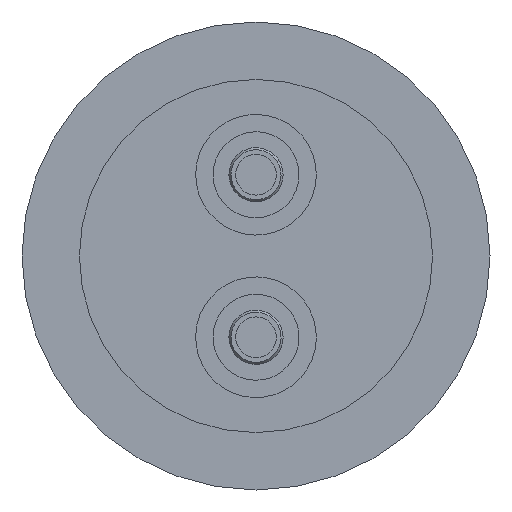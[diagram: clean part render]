
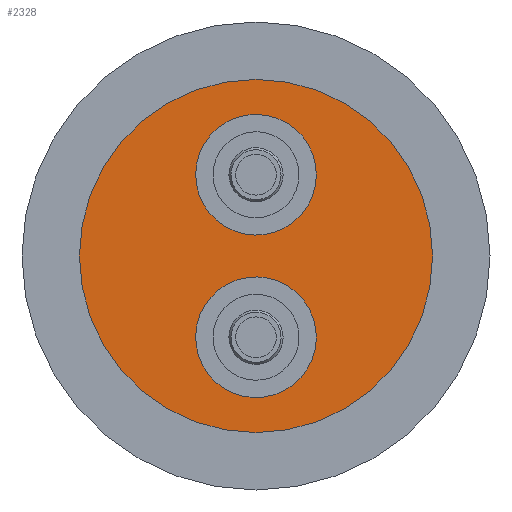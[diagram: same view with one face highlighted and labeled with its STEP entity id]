
A CAD part, front view. The second image highlights one B-rep face of the part: STEP entity #2328.
In plain terms, the highlighted planar face has unit normal (0, -1, 0).
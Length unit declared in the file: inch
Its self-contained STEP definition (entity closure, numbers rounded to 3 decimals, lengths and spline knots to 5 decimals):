
#58 = ORIENTED_EDGE ( 'NONE', *, *, #1851, .T. ) ;
#87 = ORIENTED_EDGE ( 'NONE', *, *, #2288, .T. ) ;
#89 = CARTESIAN_POINT ( 'NONE',  ( 0.21863, 0.098, -0.20248 ) ) ;
#162 = CIRCLE ( 'NONE', #3232, 0.2785 ) ;
#204 = VERTEX_POINT ( 'NONE', #3482 ) ;
#241 = CARTESIAN_POINT ( 'NONE',  ( 0., 0.098, 0.815 ) ) ;
#325 = CIRCLE ( 'NONE', #4055, 0.2785 ) ;
#385 = DIRECTION ( 'NONE',  ( -0.785, 0., -0.619 ) ) ;
#398 = EDGE_CURVE ( 'NONE', #2245, #1499, #1306, .T. ) ;
#405 = DIRECTION ( 'NONE',  ( 0., 1., 0. ) ) ;
#416 = CARTESIAN_POINT ( 'NONE',  ( 0., 0.098, -0.375 ) ) ;
#463 = AXIS2_PLACEMENT_3D ( 'NONE', #2524, #2482, #2478 ) ;
#549 = AXIS2_PLACEMENT_3D ( 'NONE', #2627, #2617, #2615 ) ;
#582 = DIRECTION ( 'NONE',  ( 0., 1., 0. ) ) ;
#593 = CARTESIAN_POINT ( 'NONE',  ( 0., 0.098, -0.375 ) ) ;
#670 = DIRECTION ( 'NONE',  ( -0.781, 0., -0.625 ) ) ;
#681 = DIRECTION ( 'NONE',  ( 0., 1., 0. ) ) ;
#683 = CARTESIAN_POINT ( 'NONE',  ( 0., 0.098, 0.375 ) ) ;
#767 = EDGE_LOOP ( 'NONE', ( #789, #87 ) ) ;
#780 = DIRECTION ( 'NONE',  ( 0., 0., 1. ) ) ;
#789 = ORIENTED_EDGE ( 'NONE', *, *, #2668, .T. ) ;
#797 = DIRECTION ( 'NONE',  ( 0., 1., 0. ) ) ;
#811 = CARTESIAN_POINT ( 'NONE',  ( 0., 0.098, 0. ) ) ;
#870 = VERTEX_POINT ( 'NONE', #89 ) ;
#1002 = FACE_BOUND ( 'NONE', #2382, .T. ) ;
#1016 = ORIENTED_EDGE ( 'NONE', *, *, #398, .F. ) ;
#1028 = ORIENTED_EDGE ( 'NONE', *, *, #3222, .F. ) ;
#1097 = FACE_BOUND ( 'NONE', #767, .T. ) ;
#1187 = FACE_OUTER_BOUND ( 'NONE', #3170, .T. ) ;
#1240 = CIRCLE ( 'NONE', #549, 0.2785 ) ;
#1252 = AXIS2_PLACEMENT_3D ( 'NONE', #593, #582, #2898 ) ;
#1295 = VERTEX_POINT ( 'NONE', #1562 ) ;
#1306 = CIRCLE ( 'NONE', #3653, 0.815 ) ;
#1499 = VERTEX_POINT ( 'NONE', #241 ) ;
#1562 = CARTESIAN_POINT ( 'NONE',  ( -0.21863, 0.098, -0.54752 ) ) ;
#1851 = EDGE_CURVE ( 'NONE', #1295, #870, #2004, .T. ) ;
#1973 = VERTEX_POINT ( 'NONE', #4171 ) ;
#2004 = CIRCLE ( 'NONE', #1252, 0.2785 ) ;
#2245 = VERTEX_POINT ( 'NONE', #2818 ) ;
#2288 = EDGE_CURVE ( 'NONE', #1973, #204, #1240, .T. ) ;
#2328 = ADVANCED_FACE ( 'NONE', ( #1097, #1187, #1002 ), #2549, .T. ) ;
#2382 = EDGE_LOOP ( 'NONE', ( #58, #3821 ) ) ;
#2478 = DIRECTION ( 'NONE',  ( 0., 0., -1. ) ) ;
#2482 = DIRECTION ( 'NONE',  ( 0., -1., 0. ) ) ;
#2524 = CARTESIAN_POINT ( 'NONE',  ( -0.815, 0.098, 0. ) ) ;
#2549 = PLANE ( 'NONE',  #463 ) ;
#2615 = DIRECTION ( 'NONE',  ( -0.781, 0., -0.625 ) ) ;
#2617 = DIRECTION ( 'NONE',  ( 0., 1., 0. ) ) ;
#2627 = CARTESIAN_POINT ( 'NONE',  ( 0., 0.098, 0.375 ) ) ;
#2668 = EDGE_CURVE ( 'NONE', #204, #1973, #325, .T. ) ;
#2732 = EDGE_CURVE ( 'NONE', #870, #1295, #162, .T. ) ;
#2818 = CARTESIAN_POINT ( 'NONE',  ( 0., 0.098, -0.815 ) ) ;
#2898 = DIRECTION ( 'NONE',  ( -0.785, 0., -0.619 ) ) ;
#2921 = CIRCLE ( 'NONE', #3767, 0.815 ) ;
#3170 = EDGE_LOOP ( 'NONE', ( #1028, #1016 ) ) ;
#3222 = EDGE_CURVE ( 'NONE', #1499, #2245, #2921, .T. ) ;
#3232 = AXIS2_PLACEMENT_3D ( 'NONE', #416, #405, #385 ) ;
#3479 = DIRECTION ( 'NONE',  ( 0., 1., 0. ) ) ;
#3482 = CARTESIAN_POINT ( 'NONE',  ( -0.21739, 0.098, 0.20092 ) ) ;
#3505 = DIRECTION ( 'NONE',  ( 0., 0., 1. ) ) ;
#3531 = CARTESIAN_POINT ( 'NONE',  ( 0., 0.098, 0. ) ) ;
#3653 = AXIS2_PLACEMENT_3D ( 'NONE', #3531, #3479, #3505 ) ;
#3767 = AXIS2_PLACEMENT_3D ( 'NONE', #811, #797, #780 ) ;
#3821 = ORIENTED_EDGE ( 'NONE', *, *, #2732, .T. ) ;
#4055 = AXIS2_PLACEMENT_3D ( 'NONE', #683, #681, #670 ) ;
#4171 = CARTESIAN_POINT ( 'NONE',  ( 0.21739, 0.098, 0.54908 ) ) ;
